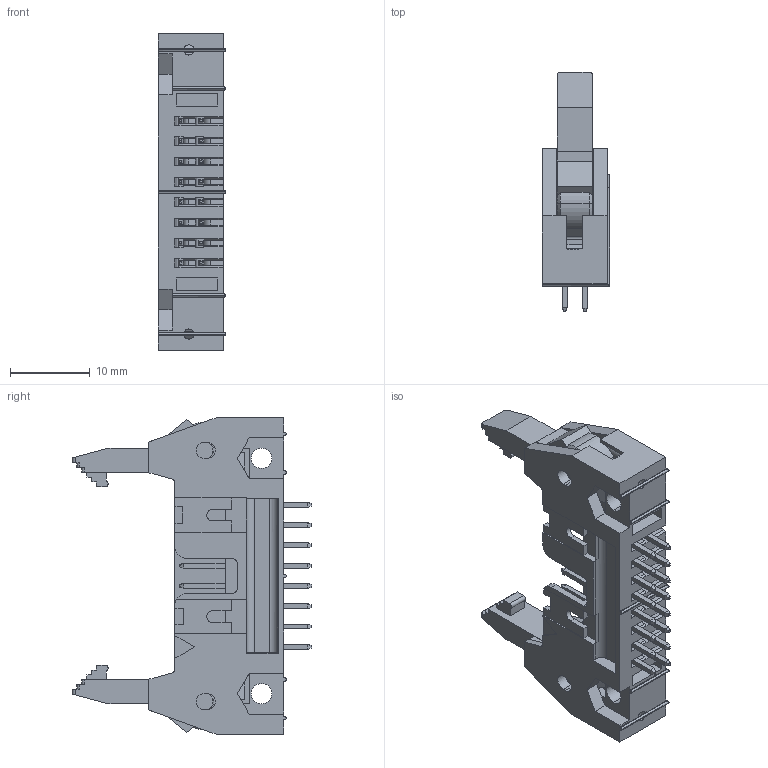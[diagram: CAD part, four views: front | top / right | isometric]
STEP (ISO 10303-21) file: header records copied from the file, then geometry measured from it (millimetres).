
FILE_DESCRIPTION(('STEP AP203'),'1');
FILE_NAME('71918116.stp','2016-03-13T08:15:26',('TraceParts'),('TraceParts S.A.'),'Spatial InterOp 3D',' ',' ');
FILE_SCHEMA(('CONFIG_CONTROL_DESIGN'));
Length unit declared in the file: millimetre
Products named in the file (19): 1; 2; 3; 4; 5; 6; 7; 8; 9; 10; 11; 12; 13; 14; 15; 16; 17; 18; 19
Bounding box: 8.4 x 29.99 x 39.62 mm (x, y, z)
Volume: 3084 mm3; surface area: 4983.6 mm2
Topology: 19 solids, 19 shells, 954 faces, 2584 edges, 1658 vertices
Faces by surface type: plane 778, cylinder 148, cone 8, torus 8, sphere 8, bspline 4
Entity records: 31277 total; most frequent: CARTESIAN_POINT 6451, ORIENTED_EDGE 5152, DIRECTION 4667, EDGE_CURVE 2576, LINE 2207, VECTOR 2207, VERTEX_POINT 1658, AXIS2_PLACEMENT_3D 1230
